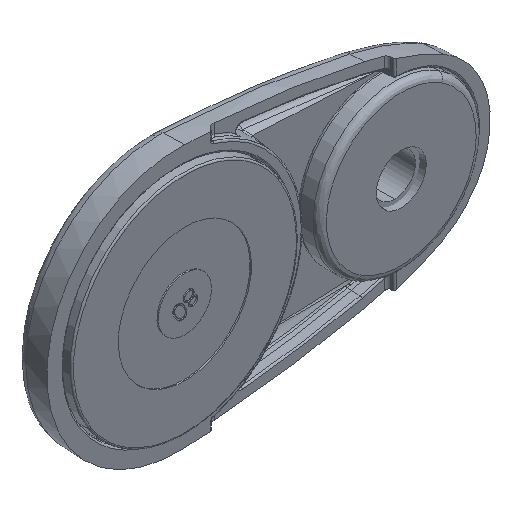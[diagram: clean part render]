
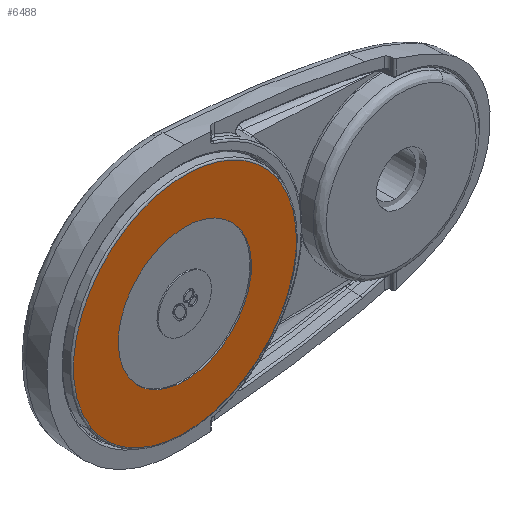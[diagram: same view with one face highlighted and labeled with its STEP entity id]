
A CAD part, isometric view. The second image highlights one B-rep face of the part: STEP entity #6488.
In plain terms, the highlighted planar face has unit normal (0, -1, 0).
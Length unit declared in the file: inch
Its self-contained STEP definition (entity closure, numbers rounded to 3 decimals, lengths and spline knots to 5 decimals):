
#176 = CARTESIAN_POINT ( 'NONE',  ( -1.10414, -0.07874, -0.72136 ) ) ;
#396 =( BOUNDED_CURVE ( )  B_SPLINE_CURVE ( 3, ( #12874, #5455, #3246, #176 ),
 .UNSPECIFIED., .F., .F. ) 
 B_SPLINE_CURVE_WITH_KNOTS ( ( 4, 4 ),
 ( 0., 1. ),
 .UNSPECIFIED. ) 
 CURVE ( )  GEOMETRIC_REPRESENTATION_ITEM ( )  RATIONAL_B_SPLINE_CURVE ( ( 1., 0.333, 0.333, 1. ) ) 
 REPRESENTATION_ITEM ( '' )  );
#955 = AXIS2_PLACEMENT_3D ( 'NONE', #11429, #8209, #12480 ) ;
#1480 =( BOUNDED_CURVE ( )  B_SPLINE_CURVE ( 3, ( #9827, #10104, #13191, #4777 ),
 .UNSPECIFIED., .F., .F. ) 
 B_SPLINE_CURVE_WITH_KNOTS ( ( 4, 4 ),
 ( 0., 1. ),
 .UNSPECIFIED. ) 
 CURVE ( )  GEOMETRIC_REPRESENTATION_ITEM ( )  RATIONAL_B_SPLINE_CURVE ( ( 1., 0.333, 0.333, 1. ) ) 
 REPRESENTATION_ITEM ( '' )  );
#1808 = CARTESIAN_POINT ( 'NONE',  ( 0., -0.07874, 0. ) ) ;
#2147 = EDGE_CURVE ( 'NONE', #9193, #11274, #1480, .T. ) ;
#2701 = EDGE_LOOP ( 'NONE', ( #4191, #9862 ) ) ;
#3169 = AXIS2_PLACEMENT_3D ( 'NONE', #12029, #4667, #10984 ) ;
#3246 = CARTESIAN_POINT ( 'NONE',  ( 0.33859, -0.07874, -2.92964 ) ) ;
#3457 = FACE_OUTER_BOUND ( 'NONE', #3903, .T. ) ;
#3758 = DIRECTION ( 'NONE',  ( 0.837, 0., 0.547 ) ) ;
#3846 = EDGE_CURVE ( 'NONE', #9985, #6156, #11255, .T. ) ;
#3903 = EDGE_LOOP ( 'NONE', ( #11334, #13778 ) ) ;
#4191 = ORIENTED_EDGE ( 'NONE', *, *, #3846, .T. ) ;
#4667 = DIRECTION ( 'NONE',  ( 0., -1., 0. ) ) ;
#4752 = CARTESIAN_POINT ( 'NONE',  ( -0.65919, -0.07874, -0.43066 ) ) ;
#4777 = CARTESIAN_POINT ( 'NONE',  ( 1.10414, -0.07874, 0.72136 ) ) ;
#5455 = CARTESIAN_POINT ( 'NONE',  ( 2.54687, -0.07874, -1.48692 ) ) ;
#5952 = DIRECTION ( 'NONE',  ( 0., 1., 0. ) ) ;
#6140 = AXIS2_PLACEMENT_3D ( 'NONE', #1808, #5952, #3758 ) ;
#6156 = VERTEX_POINT ( 'NONE', #4752 ) ;
#6488 = ADVANCED_FACE ( 'NONE', ( #13289, #3457 ), #7761, .T. ) ;
#7161 = CARTESIAN_POINT ( 'NONE',  ( 0.65919, -0.07874, 0.43066 ) ) ;
#7705 = CIRCLE ( 'NONE', #6140, 0.7874 ) ;
#7761 = PLANE ( 'NONE',  #3169 ) ;
#8209 = DIRECTION ( 'NONE',  ( 0., 1., 0. ) ) ;
#8520 = EDGE_CURVE ( 'NONE', #11274, #9193, #396, .T. ) ;
#9193 = VERTEX_POINT ( 'NONE', #10607 ) ;
#9827 = CARTESIAN_POINT ( 'NONE',  ( -1.10414, -0.07874, -0.72136 ) ) ;
#9862 = ORIENTED_EDGE ( 'NONE', *, *, #10387, .T. ) ;
#9985 = VERTEX_POINT ( 'NONE', #7161 ) ;
#10104 = CARTESIAN_POINT ( 'NONE',  ( -2.54687, -0.07874, 1.48692 ) ) ;
#10387 = EDGE_CURVE ( 'NONE', #6156, #9985, #7705, .T. ) ;
#10607 = CARTESIAN_POINT ( 'NONE',  ( -1.10414, -0.07874, -0.72136 ) ) ;
#10984 = DIRECTION ( 'NONE',  ( 0.837, 0., 0.547 ) ) ;
#11213 = CARTESIAN_POINT ( 'NONE',  ( 1.10414, -0.07874, 0.72136 ) ) ;
#11255 = CIRCLE ( 'NONE', #955, 0.7874 ) ;
#11274 = VERTEX_POINT ( 'NONE', #11213 ) ;
#11334 = ORIENTED_EDGE ( 'NONE', *, *, #2147, .F. ) ;
#11429 = CARTESIAN_POINT ( 'NONE',  ( 0., -0.07874, 0. ) ) ;
#12029 = CARTESIAN_POINT ( 'NONE',  ( 0.65919, -0.07874, 0.43066 ) ) ;
#12480 = DIRECTION ( 'NONE',  ( 0.837, 0., 0.547 ) ) ;
#12874 = CARTESIAN_POINT ( 'NONE',  ( 1.10414, -0.07874, 0.72136 ) ) ;
#13191 = CARTESIAN_POINT ( 'NONE',  ( -0.33859, -0.07874, 2.92964 ) ) ;
#13289 = FACE_BOUND ( 'NONE', #2701, .T. ) ;
#13778 = ORIENTED_EDGE ( 'NONE', *, *, #8520, .F. ) ;
